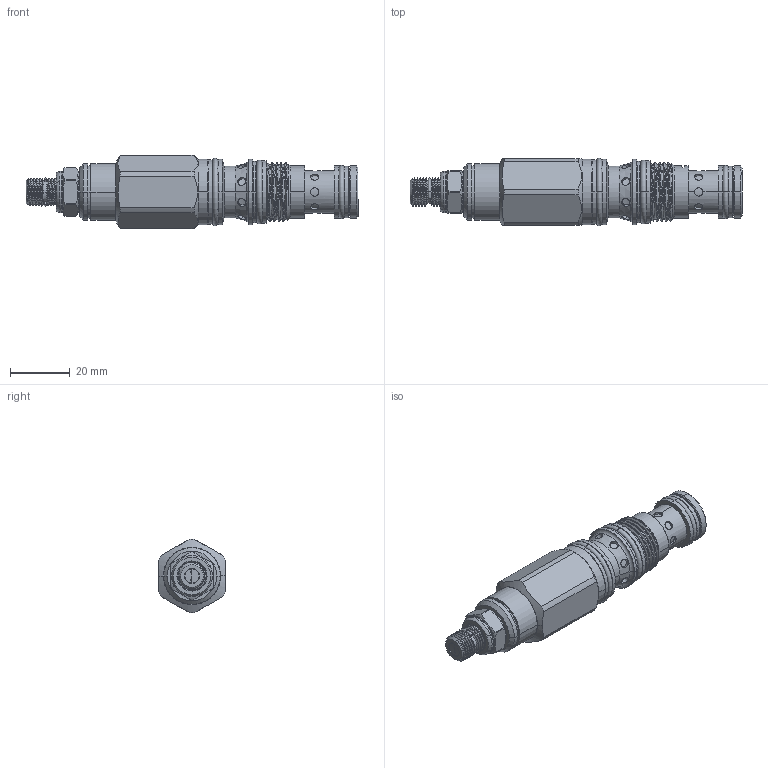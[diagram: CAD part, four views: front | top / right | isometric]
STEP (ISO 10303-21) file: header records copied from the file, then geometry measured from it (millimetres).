
FILE_DESCRIPTION (( 'STEP AP203' ), '1' );
FILE_NAME ('PD11A30-L-10.STEP', '2024-11-12T01:49:04', ( '' ), ( '' ), 'SwSTEP 2.0', 'SolidWorks 2018', '' );
FILE_SCHEMA (( 'CONFIG_CONTROL_DESIGN' ));
Length unit declared in the file: millimetre
Products named in the file (1): PD11A30-L-10
Bounding box: 111.34 x 22.55 x 24.59 mm (x, y, z)
Volume: 30924.1 mm3; surface area: 8828.7 mm2
Topology: 1 solids, 1 shells, 270 faces, 633 edges, 401 vertices
Faces by surface type: cylinder 152, cone 44, plane 42, torus 23, bspline 9
Entity records: 16148 total; most frequent: CARTESIAN_POINT 10159, ORIENTED_EDGE 1262, DIRECTION 1200, EDGE_CURVE 631, AXIS2_PLACEMENT_3D 503, VERTEX_POINT 401, EDGE_LOOP 308, FACE_OUTER_BOUND 270
